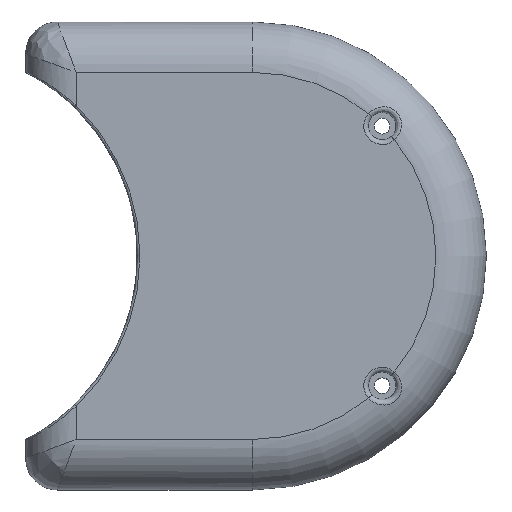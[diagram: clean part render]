
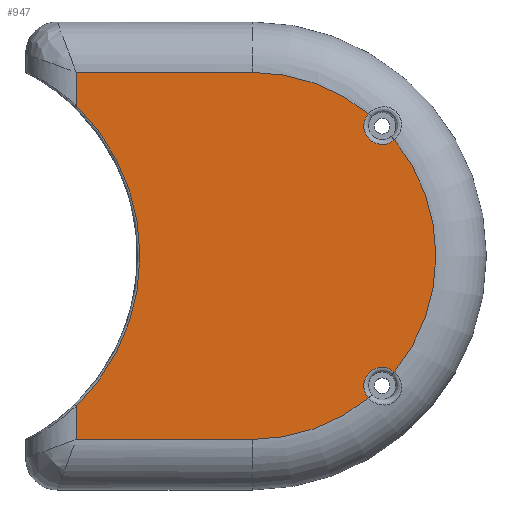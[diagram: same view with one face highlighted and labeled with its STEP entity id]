
A CAD part, top view. The second image highlights one B-rep face of the part: STEP entity #947.
In plain terms, the highlighted planar face has unit normal (0, 0, 1).
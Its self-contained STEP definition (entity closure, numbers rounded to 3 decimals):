
#28=PLANE('',#1032);
#90=FACE_OUTER_BOUND('',#149,.T.);
#149=EDGE_LOOP('',(#662,#663,#664,#665,#666,#667,#668,#669,#670,#671));
#212=LINE('',#1669,#272);
#213=LINE('',#1671,#273);
#214=LINE('',#1680,#274);
#215=LINE('',#1681,#275);
#272=VECTOR('',#1182,10.);
#273=VECTOR('',#1183,10.);
#274=VECTOR('',#1192,10.);
#275=VECTOR('',#1193,10.);
#327=CIRCLE('',#1017,45.5);
#337=CIRCLE('',#1031,4.);
#338=CIRCLE('',#1033,40.);
#339=CIRCLE('',#1034,40.);
#340=CIRCLE('',#1035,4.);
#341=CIRCLE('',#1036,40.);
#385=VERTEX_POINT('',#1467);
#387=VERTEX_POINT('',#1485);
#400=VERTEX_POINT('',#1582);
#403=VERTEX_POINT('',#1587);
#405=VERTEX_POINT('',#1668);
#406=VERTEX_POINT('',#1670);
#407=VERTEX_POINT('',#1673);
#408=VERTEX_POINT('',#1675);
#409=VERTEX_POINT('',#1677);
#410=VERTEX_POINT('',#1679);
#478=EDGE_CURVE('',#387,#385,#327,.T.);
#499=EDGE_CURVE('',#403,#400,#337,.T.);
#503=EDGE_CURVE('',#405,#387,#212,.T.);
#504=EDGE_CURVE('',#406,#405,#213,.T.);
#505=EDGE_CURVE('',#400,#406,#338,.T.);
#506=EDGE_CURVE('',#407,#403,#339,.T.);
#507=EDGE_CURVE('',#408,#407,#340,.T.);
#508=EDGE_CURVE('',#409,#408,#341,.T.);
#509=EDGE_CURVE('',#410,#409,#214,.T.);
#510=EDGE_CURVE('',#385,#410,#215,.T.);
#662=ORIENTED_EDGE('',*,*,#478,.F.);
#663=ORIENTED_EDGE('',*,*,#503,.F.);
#664=ORIENTED_EDGE('',*,*,#504,.F.);
#665=ORIENTED_EDGE('',*,*,#505,.F.);
#666=ORIENTED_EDGE('',*,*,#499,.F.);
#667=ORIENTED_EDGE('',*,*,#506,.F.);
#668=ORIENTED_EDGE('',*,*,#507,.F.);
#669=ORIENTED_EDGE('',*,*,#508,.F.);
#670=ORIENTED_EDGE('',*,*,#509,.F.);
#671=ORIENTED_EDGE('',*,*,#510,.F.);
#947=ADVANCED_FACE('',(#90),#28,.T.);
#1017=AXIS2_PLACEMENT_3D('',#1487,#1143,#1144);
#1031=AXIS2_PLACEMENT_3D('',#1589,#1178,#1179);
#1032=AXIS2_PLACEMENT_3D('',#1667,#1180,#1181);
#1033=AXIS2_PLACEMENT_3D('',#1672,#1184,#1185);
#1034=AXIS2_PLACEMENT_3D('',#1674,#1186,#1187);
#1035=AXIS2_PLACEMENT_3D('',#1676,#1188,#1189);
#1036=AXIS2_PLACEMENT_3D('',#1678,#1190,#1191);
#1143=DIRECTION('center_axis',(0.,0.,1.));
#1144=DIRECTION('ref_axis',(1.,0.,0.));
#1178=DIRECTION('center_axis',(0.,0.,1.));
#1179=DIRECTION('ref_axis',(-0.707,0.707,0.));
#1180=DIRECTION('center_axis',(0.,0.,1.));
#1181=DIRECTION('ref_axis',(1.,0.,0.));
#1182=DIRECTION('',(0.,1.,0.));
#1183=DIRECTION('',(-1.,0.,0.));
#1184=DIRECTION('center_axis',(0.,0.,-1.));
#1185=DIRECTION('ref_axis',(1.,0.,0.));
#1186=DIRECTION('center_axis',(0.,0.,-1.));
#1187=DIRECTION('ref_axis',(1.,0.,0.));
#1188=DIRECTION('center_axis',(0.,0.,1.));
#1189=DIRECTION('ref_axis',(-0.707,-0.707,0.));
#1190=DIRECTION('center_axis',(0.,0.,-1.));
#1191=DIRECTION('ref_axis',(1.,0.,0.));
#1192=DIRECTION('',(1.,0.,0.));
#1193=DIRECTION('',(0.,1.,0.));
#1467=CARTESIAN_POINT('',(31.586,32.75,12.));
#1485=CARTESIAN_POINT('',(31.586,-32.75,12.));
#1487=CARTESIAN_POINT('Origin',(0.,0.,12.));
#1582=CARTESIAN_POINT('',(95.318,-30.968,12.));
#1587=CARTESIAN_POINT('',(100.968,-25.318,12.));
#1589=CARTESIAN_POINT('Origin',(98.284,-28.284,12.));
#1667=CARTESIAN_POINT('Origin',(70.793,0.,12.));
#1668=CARTESIAN_POINT('',(31.586,-40.,12.));
#1669=CARTESIAN_POINT('',(31.586,22.026,12.));
#1670=CARTESIAN_POINT('',(70.,-40.,12.));
#1671=CARTESIAN_POINT('',(49.164,-40.,12.));
#1672=CARTESIAN_POINT('Origin',(70.,0.,12.));
#1673=CARTESIAN_POINT('',(100.968,25.318,12.));
#1674=CARTESIAN_POINT('Origin',(70.,0.,12.));
#1675=CARTESIAN_POINT('',(95.318,30.968,12.));
#1676=CARTESIAN_POINT('Origin',(98.284,28.284,12.));
#1677=CARTESIAN_POINT('',(70.,40.,12.));
#1678=CARTESIAN_POINT('Origin',(70.,0.,12.));
#1679=CARTESIAN_POINT('',(31.586,40.,12.));
#1680=CARTESIAN_POINT('',(70.397,40.,12.));
#1681=CARTESIAN_POINT('',(31.586,22.026,12.));
